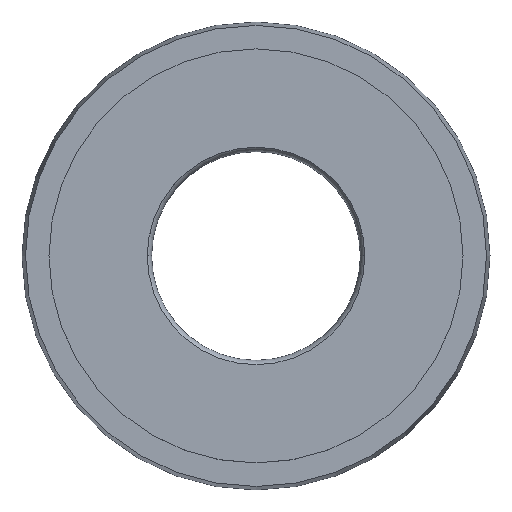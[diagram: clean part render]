
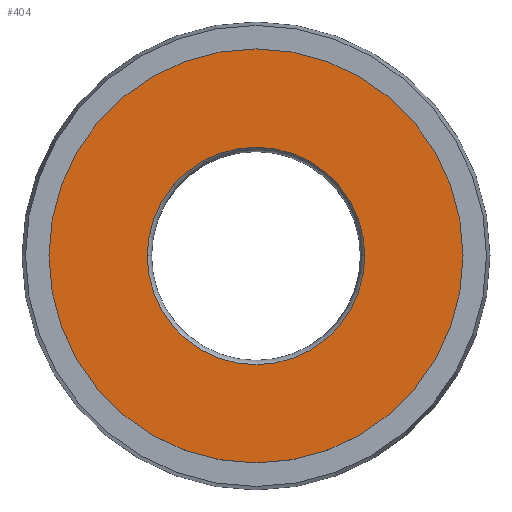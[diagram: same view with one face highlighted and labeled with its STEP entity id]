
A CAD part, top view. The second image highlights one B-rep face of the part: STEP entity #404.
In plain terms, the highlighted planar face has unit normal (0, 0, 1).
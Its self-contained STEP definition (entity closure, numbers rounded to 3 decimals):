
#13 = CARTESIAN_POINT ( 'NONE',  ( 11.9, 0., 0. ) ) ;
#25 = ORIENTED_EDGE ( 'NONE', *, *, #633, .F. ) ;
#29 = CIRCLE ( 'NONE', #379, 6.25 ) ;
#35 = ORIENTED_EDGE ( 'NONE', *, *, #569, .F. ) ;
#65 = AXIS2_PLACEMENT_3D ( 'NONE', #323, #515, #273 ) ;
#94 = CIRCLE ( 'NONE', #353, 11.9 ) ;
#99 = ORIENTED_EDGE ( 'NONE', *, *, #188, .T. ) ;
#126 = CIRCLE ( 'NONE', #455, 11.9 ) ;
#128 = VERTEX_POINT ( 'NONE', #257 ) ;
#130 = CARTESIAN_POINT ( 'NONE',  ( 0., 0., 0. ) ) ;
#160 = CARTESIAN_POINT ( 'NONE',  ( -6.25, 0., 0. ) ) ;
#188 = EDGE_CURVE ( 'NONE', #588, #334, #94, .T. ) ;
#191 = CARTESIAN_POINT ( 'NONE',  ( -11.9, 0., 0. ) ) ;
#192 = CARTESIAN_POINT ( 'NONE',  ( 0., 0., 0. ) ) ;
#203 = DIRECTION ( 'NONE',  ( 0., 0., -1. ) ) ;
#208 = CARTESIAN_POINT ( 'NONE',  ( 0., 0., 0. ) ) ;
#239 = DIRECTION ( 'NONE',  ( 0., 0., 1. ) ) ;
#248 = DIRECTION ( 'NONE',  ( 0., 0., 1. ) ) ;
#250 = DIRECTION ( 'NONE',  ( 1., 0., 0. ) ) ;
#257 = CARTESIAN_POINT ( 'NONE',  ( 6.25, 0., 0. ) ) ;
#273 = DIRECTION ( 'NONE',  ( 1., 0., 0. ) ) ;
#288 = AXIS2_PLACEMENT_3D ( 'NONE', #208, #203, #351 ) ;
#297 = DIRECTION ( 'NONE',  ( 0., 0., 1. ) ) ;
#300 = CIRCLE ( 'NONE', #65, 6.25 ) ;
#305 = EDGE_LOOP ( 'NONE', ( #99, #310 ) ) ;
#310 = ORIENTED_EDGE ( 'NONE', *, *, #341, .T. ) ;
#323 = CARTESIAN_POINT ( 'NONE',  ( 0., 0., 0. ) ) ;
#334 = VERTEX_POINT ( 'NONE', #191 ) ;
#341 = EDGE_CURVE ( 'NONE', #334, #588, #126, .T. ) ;
#351 = DIRECTION ( 'NONE',  ( -1., 0., 0. ) ) ;
#353 = AXIS2_PLACEMENT_3D ( 'NONE', #473, #239, #584 ) ;
#379 = AXIS2_PLACEMENT_3D ( 'NONE', #192, #297, #250 ) ;
#390 = EDGE_LOOP ( 'NONE', ( #35, #25 ) ) ;
#391 = PLANE ( 'NONE',  #288 ) ;
#404 = ADVANCED_FACE ( 'NONE', ( #450, #579 ), #391, .F. ) ;
#450 = FACE_BOUND ( 'NONE', #390, .T. ) ;
#455 = AXIS2_PLACEMENT_3D ( 'NONE', #130, #248, #548 ) ;
#473 = CARTESIAN_POINT ( 'NONE',  ( 0., 0., 0. ) ) ;
#515 = DIRECTION ( 'NONE',  ( 0., 0., 1. ) ) ;
#536 = VERTEX_POINT ( 'NONE', #160 ) ;
#548 = DIRECTION ( 'NONE',  ( 1., 0., 0. ) ) ;
#569 = EDGE_CURVE ( 'NONE', #128, #536, #300, .T. ) ;
#579 = FACE_OUTER_BOUND ( 'NONE', #305, .T. ) ;
#584 = DIRECTION ( 'NONE',  ( 1., 0., 0. ) ) ;
#588 = VERTEX_POINT ( 'NONE', #13 ) ;
#633 = EDGE_CURVE ( 'NONE', #536, #128, #29, .T. ) ;
